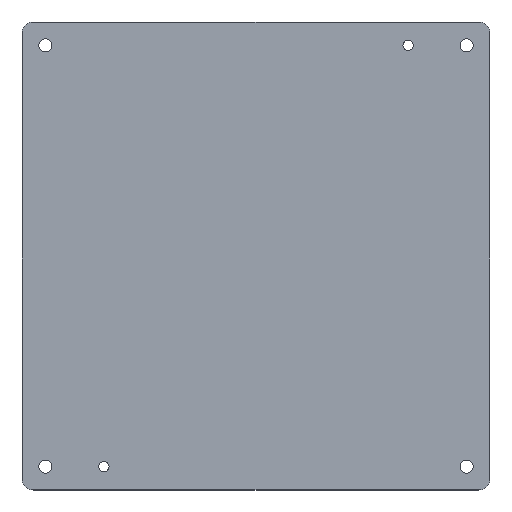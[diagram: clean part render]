
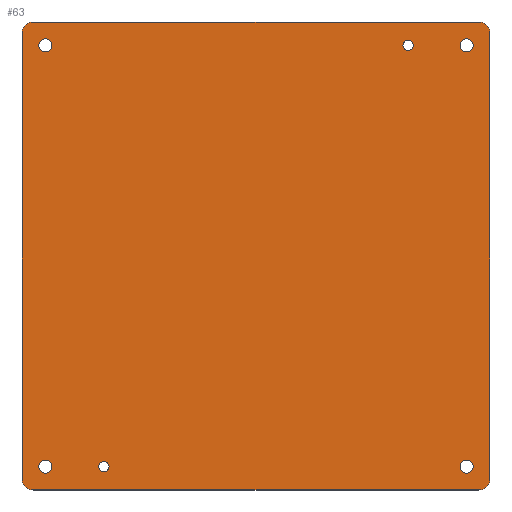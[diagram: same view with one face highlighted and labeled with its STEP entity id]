
A CAD part, top view. The second image highlights one B-rep face of the part: STEP entity #63.
In plain terms, the highlighted planar face has unit normal (0, 0, 1).
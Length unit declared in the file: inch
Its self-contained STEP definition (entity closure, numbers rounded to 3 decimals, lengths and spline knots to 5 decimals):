
#7 = ORIENTED_EDGE ( 'NONE', *, *, #199, .F. ) ;
#9 = DIRECTION ( 'NONE',  ( 0., 0., -1. ) ) ;
#16 = EDGE_CURVE ( 'NONE', #89, #325, #160, .T. ) ;
#23 = PLANE ( 'NONE',  #207 ) ;
#25 = VERTEX_POINT ( 'NONE', #432 ) ;
#31 = FACE_BOUND ( 'NONE', #545, .T. ) ;
#35 = CIRCLE ( 'NONE', #469, 0.1405 ) ;
#42 = DIRECTION ( 'NONE',  ( 0., 0., -1. ) ) ;
#44 = VERTEX_POINT ( 'NONE', #435 ) ;
#57 = CIRCLE ( 'NONE', #278, 0.1405 ) ;
#58 = AXIS2_PLACEMENT_3D ( 'NONE', #93, #259, #457 ) ;
#63 = ADVANCED_FACE ( 'NONE', ( #334, #557, #289, #31, #203, #427, #146 ), #23, .T. ) ;
#64 = CARTESIAN_POINT ( 'NONE',  ( -4.75, 5., 0. ) ) ;
#67 = DIRECTION ( 'NONE',  ( 1., 0., 0. ) ) ;
#68 = CIRCLE ( 'NONE', #379, 0.25 ) ;
#79 = CARTESIAN_POINT ( 'NONE',  ( 5., -4.75, 0. ) ) ;
#82 = EDGE_CURVE ( 'NONE', #406, #185, #154, .T. ) ;
#84 = ORIENTED_EDGE ( 'NONE', *, *, #99, .T. ) ;
#85 = DIRECTION ( 'NONE',  ( 1., 0., 0. ) ) ;
#86 = ORIENTED_EDGE ( 'NONE', *, *, #16, .F. ) ;
#89 = VERTEX_POINT ( 'NONE', #151 ) ;
#93 = CARTESIAN_POINT ( 'NONE',  ( -4.75, -4.75, 0. ) ) ;
#94 = ORIENTED_EDGE ( 'NONE', *, *, #82, .F. ) ;
#95 = VERTEX_POINT ( 'NONE', #64 ) ;
#99 = EDGE_CURVE ( 'NONE', #145, #145, #57, .T. ) ;
#108 = CARTESIAN_POINT ( 'NONE',  ( 3.359, 4.5, 0. ) ) ;
#109 = DIRECTION ( 'NONE',  ( 0., 0., -1. ) ) ;
#115 = CIRCLE ( 'NONE', #579, 0.109 ) ;
#128 = CARTESIAN_POINT ( 'NONE',  ( -3.25, -4.5, 0. ) ) ;
#129 = ORIENTED_EDGE ( 'NONE', *, *, #277, .F. ) ;
#130 = DIRECTION ( 'NONE',  ( 1., 0., 0. ) ) ;
#135 = VERTEX_POINT ( 'NONE', #571 ) ;
#136 = ORIENTED_EDGE ( 'NONE', *, *, #461, .T. ) ;
#140 = CIRCLE ( 'NONE', #342, 0.25 ) ;
#145 = VERTEX_POINT ( 'NONE', #328 ) ;
#146 = FACE_OUTER_BOUND ( 'NONE', #479, .T. ) ;
#151 = CARTESIAN_POINT ( 'NONE',  ( 4.75, 5., 0. ) ) ;
#154 = LINE ( 'NONE', #337, #356 ) ;
#156 = CARTESIAN_POINT ( 'NONE',  ( -4.75, 4.75, 0. ) ) ;
#160 = CIRCLE ( 'NONE', #293, 0.25 ) ;
#164 = CARTESIAN_POINT ( 'NONE',  ( 5., 4.75, 0. ) ) ;
#173 = EDGE_CURVE ( 'NONE', #185, #95, #68, .T. ) ;
#179 = DIRECTION ( 'NONE',  ( 1., 0., 0. ) ) ;
#182 = EDGE_CURVE ( 'NONE', #325, #268, #252, .T. ) ;
#185 = VERTEX_POINT ( 'NONE', #247 ) ;
#199 = EDGE_CURVE ( 'NONE', #44, #135, #391, .T. ) ;
#203 = FACE_BOUND ( 'NONE', #507, .T. ) ;
#207 = AXIS2_PLACEMENT_3D ( 'NONE', #330, #390, #473 ) ;
#208 = AXIS2_PLACEMENT_3D ( 'NONE', #429, #109, #524 ) ;
#211 = EDGE_CURVE ( 'NONE', #290, #290, #394, .T. ) ;
#218 = DIRECTION ( 'NONE',  ( 0., 0., -1. ) ) ;
#220 = CARTESIAN_POINT ( 'NONE',  ( 3.25, 4.5, 0. ) ) ;
#228 = ORIENTED_EDGE ( 'NONE', *, *, #182, .F. ) ;
#230 = ORIENTED_EDGE ( 'NONE', *, *, #173, .F. ) ;
#232 = VECTOR ( 'NONE', #339, 39.37008 ) ;
#236 = VERTEX_POINT ( 'NONE', #108 ) ;
#237 = CARTESIAN_POINT ( 'NONE',  ( 4.75, 4.75, 0. ) ) ;
#247 = CARTESIAN_POINT ( 'NONE',  ( -5., 4.75, 0. ) ) ;
#252 = LINE ( 'NONE', #561, #232 ) ;
#254 = CIRCLE ( 'NONE', #382, 0.109 ) ;
#259 = DIRECTION ( 'NONE',  ( 0., 0., -1. ) ) ;
#268 = VERTEX_POINT ( 'NONE', #79 ) ;
#277 = EDGE_CURVE ( 'NONE', #95, #89, #526, .T. ) ;
#278 = AXIS2_PLACEMENT_3D ( 'NONE', #475, #281, #67 ) ;
#280 = CIRCLE ( 'NONE', #508, 0.1405 ) ;
#281 = DIRECTION ( 'NONE',  ( 0., 0., -1. ) ) ;
#287 = DIRECTION ( 'NONE',  ( 1., 0., 0. ) ) ;
#289 = FACE_BOUND ( 'NONE', #357, .T. ) ;
#290 = VERTEX_POINT ( 'NONE', #332 ) ;
#291 = CARTESIAN_POINT ( 'NONE',  ( 0., -5., 0. ) ) ;
#293 = AXIS2_PLACEMENT_3D ( 'NONE', #237, #386, #566 ) ;
#301 = CIRCLE ( 'NONE', #58, 0.25 ) ;
#302 = DIRECTION ( 'NONE',  ( 0., 0., -1. ) ) ;
#308 = VECTOR ( 'NONE', #437, 39.37008 ) ;
#314 = ORIENTED_EDGE ( 'NONE', *, *, #419, .T. ) ;
#322 = EDGE_LOOP ( 'NONE', ( #498 ) ) ;
#325 = VERTEX_POINT ( 'NONE', #164 ) ;
#328 = CARTESIAN_POINT ( 'NONE',  ( -4.3595, 4.5, 0. ) ) ;
#330 = CARTESIAN_POINT ( 'NONE',  ( 0., 0., 0. ) ) ;
#332 = CARTESIAN_POINT ( 'NONE',  ( 4.6405, -4.5, 0. ) ) ;
#334 = FACE_BOUND ( 'NONE', #462, .T. ) ;
#336 = DIRECTION ( 'NONE',  ( 0., 0., -1. ) ) ;
#337 = CARTESIAN_POINT ( 'NONE',  ( -5., 0., 0. ) ) ;
#339 = DIRECTION ( 'NONE',  ( 0., -1., 0. ) ) ;
#342 = AXIS2_PLACEMENT_3D ( 'NONE', #413, #9, #179 ) ;
#344 = DIRECTION ( 'NONE',  ( 1., 0., 0. ) ) ;
#347 = CARTESIAN_POINT ( 'NONE',  ( -4.5, -4.5, 0. ) ) ;
#356 = VECTOR ( 'NONE', #562, 39.37008 ) ;
#357 = EDGE_LOOP ( 'NONE', ( #136 ) ) ;
#364 = DIRECTION ( 'NONE',  ( 1., 0., 0. ) ) ;
#366 = ORIENTED_EDGE ( 'NONE', *, *, #505, .F. ) ;
#379 = AXIS2_PLACEMENT_3D ( 'NONE', #156, #336, #287 ) ;
#380 = CARTESIAN_POINT ( 'NONE',  ( -4.3595, -4.5, 0. ) ) ;
#382 = AXIS2_PLACEMENT_3D ( 'NONE', #220, #42, #364 ) ;
#386 = DIRECTION ( 'NONE',  ( 0., 0., -1. ) ) ;
#390 = DIRECTION ( 'NONE',  ( 0., 0., 1. ) ) ;
#391 = LINE ( 'NONE', #291, #308 ) ;
#394 = CIRCLE ( 'NONE', #208, 0.1405 ) ;
#398 = EDGE_CURVE ( 'NONE', #518, #518, #280, .T. ) ;
#400 = VECTOR ( 'NONE', #344, 39.37008 ) ;
#404 = ORIENTED_EDGE ( 'NONE', *, *, #546, .F. ) ;
#406 = VERTEX_POINT ( 'NONE', #446 ) ;
#413 = CARTESIAN_POINT ( 'NONE',  ( 4.75, -4.75, 0. ) ) ;
#419 = EDGE_CURVE ( 'NONE', #560, #560, #35, .T. ) ;
#423 = CARTESIAN_POINT ( 'NONE',  ( 4.6405, 4.5, 0. ) ) ;
#427 = FACE_BOUND ( 'NONE', #554, .T. ) ;
#429 = CARTESIAN_POINT ( 'NONE',  ( 4.5, -4.5, 0. ) ) ;
#432 = CARTESIAN_POINT ( 'NONE',  ( -3.141, -4.5, 0. ) ) ;
#434 = CARTESIAN_POINT ( 'NONE',  ( 0., 5., 0. ) ) ;
#435 = CARTESIAN_POINT ( 'NONE',  ( 4.75, -5., 0. ) ) ;
#437 = DIRECTION ( 'NONE',  ( -1., 0., 0. ) ) ;
#445 = EDGE_CURVE ( 'NONE', #25, #25, #115, .T. ) ;
#446 = CARTESIAN_POINT ( 'NONE',  ( -5., -4.75, 0. ) ) ;
#451 = CARTESIAN_POINT ( 'NONE',  ( 4.5, 4.5, 0. ) ) ;
#457 = DIRECTION ( 'NONE',  ( 1., 0., 0. ) ) ;
#461 = EDGE_CURVE ( 'NONE', #236, #236, #254, .T. ) ;
#462 = EDGE_LOOP ( 'NONE', ( #512 ) ) ;
#469 = AXIS2_PLACEMENT_3D ( 'NONE', #451, #492, #130 ) ;
#473 = DIRECTION ( 'NONE',  ( 1., 0., 0. ) ) ;
#475 = CARTESIAN_POINT ( 'NONE',  ( -4.5, 4.5, 0. ) ) ;
#479 = EDGE_LOOP ( 'NONE', ( #94, #366, #7, #404, #228, #86, #129, #230 ) ) ;
#490 = DIRECTION ( 'NONE',  ( 1., 0., 0. ) ) ;
#492 = DIRECTION ( 'NONE',  ( 0., 0., -1. ) ) ;
#498 = ORIENTED_EDGE ( 'NONE', *, *, #445, .T. ) ;
#505 = EDGE_CURVE ( 'NONE', #135, #406, #301, .T. ) ;
#507 = EDGE_LOOP ( 'NONE', ( #84 ) ) ;
#508 = AXIS2_PLACEMENT_3D ( 'NONE', #347, #302, #490 ) ;
#512 = ORIENTED_EDGE ( 'NONE', *, *, #398, .T. ) ;
#518 = VERTEX_POINT ( 'NONE', #380 ) ;
#524 = DIRECTION ( 'NONE',  ( 1., 0., 0. ) ) ;
#526 = LINE ( 'NONE', #434, #400 ) ;
#544 = ORIENTED_EDGE ( 'NONE', *, *, #211, .T. ) ;
#545 = EDGE_LOOP ( 'NONE', ( #314 ) ) ;
#546 = EDGE_CURVE ( 'NONE', #268, #44, #140, .T. ) ;
#554 = EDGE_LOOP ( 'NONE', ( #544 ) ) ;
#557 = FACE_BOUND ( 'NONE', #322, .T. ) ;
#560 = VERTEX_POINT ( 'NONE', #423 ) ;
#561 = CARTESIAN_POINT ( 'NONE',  ( 5., 0., 0. ) ) ;
#562 = DIRECTION ( 'NONE',  ( 0., 1., 0. ) ) ;
#566 = DIRECTION ( 'NONE',  ( 1., 0., 0. ) ) ;
#571 = CARTESIAN_POINT ( 'NONE',  ( -4.75, -5., 0. ) ) ;
#579 = AXIS2_PLACEMENT_3D ( 'NONE', #128, #218, #85 ) ;
